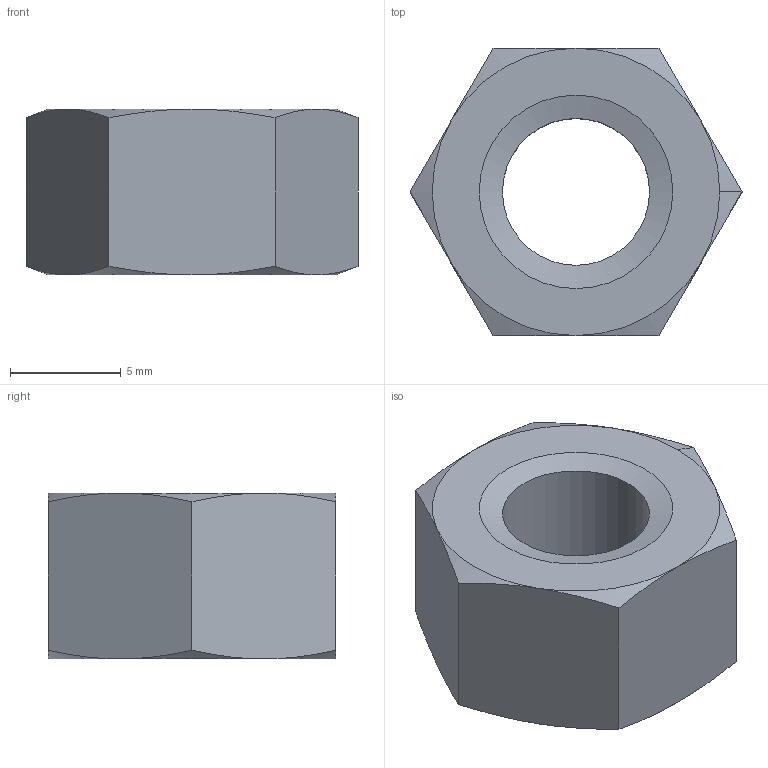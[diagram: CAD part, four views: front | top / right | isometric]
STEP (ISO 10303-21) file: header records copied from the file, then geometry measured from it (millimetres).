
FILE_DESCRIPTION(('FreeCAD Model'),'2;1');
FILE_NAME('m8_nut.step', '2016-11-15T16:09:31',('Author'),(''), 'Open CASCADE STEP processor 6.8','FreeCAD','Unknown');
FILE_SCHEMA(('AUTOMOTIVE_DESIGN_CC2 { 1 2 10303 214 -1 1 5 4 }'));
Length unit declared in the file: millimetre
Products named in the file (2): ASSEMBLY; M8_Nut_Copy
Assembly tree (1 placements, depth 2):
  ASSEMBLY
    M8_Nut_Copy
Bounding box: 15.01 x 13 x 7.5 mm (x, y, z)
Volume: 827.4 mm3; surface area: 697.7 mm2
Topology: 1 solids, 1 shells, 25 faces, 53 edges, 30 vertices
Faces by surface type: cone 16, plane 8, cylinder 1
Full cylindrical faces by diameter (mm): 6.647 x1
Entity records: 1533 total; most frequent: CARTESIAN_POINT 456, DIRECTION 207, ORIENTED_EDGE 106, PCURVE 106, DEFINITIONAL_REPRESENTATION 106, AXIS2_PLACEMENT_3D 69, EDGE_CURVE 53, LINE 53
